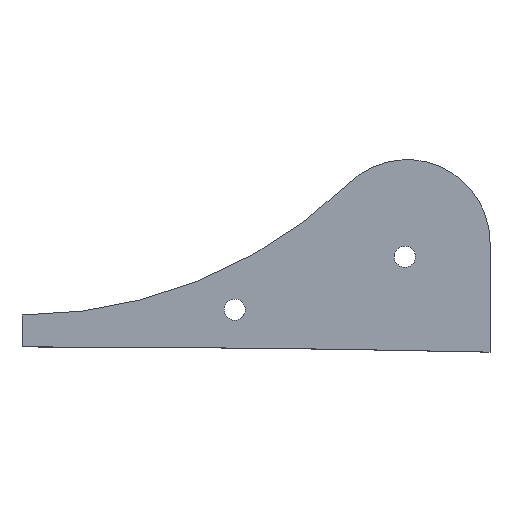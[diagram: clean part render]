
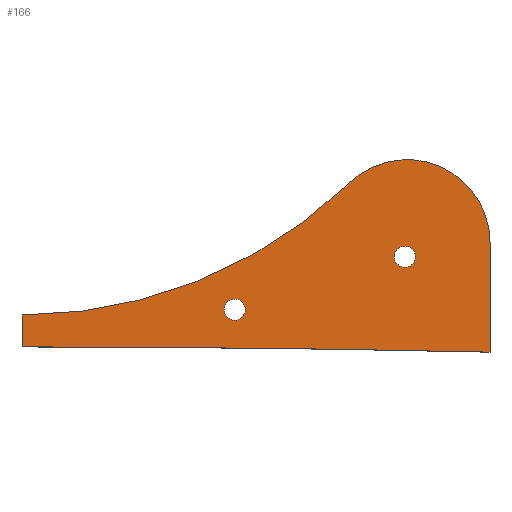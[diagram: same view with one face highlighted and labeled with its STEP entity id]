
A CAD part, top view. The second image highlights one B-rep face of the part: STEP entity #166.
In plain terms, the highlighted planar face has unit normal (0, 0, 1).
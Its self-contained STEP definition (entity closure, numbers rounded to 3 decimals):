
#15=FACE_BOUND('',#40,.T.);
#16=FACE_BOUND('',#41,.T.);
#21=PLANE('',#199);
#30=FACE_OUTER_BOUND('',#39,.T.);
#39=EDGE_LOOP('',(#140,#141,#142,#143,#144));
#40=EDGE_LOOP('',(#145));
#41=EDGE_LOOP('',(#146));
#49=LINE('',#272,#60);
#53=LINE('',#284,#64);
#60=VECTOR('',#221,10.);
#64=VECTOR('',#233,10.);
#67=CIRCLE('',#183,6.35);
#69=CIRCLE('',#186,6.35);
#72=CIRCLE('',#191,12500.);
#74=CIRCLE('',#195,281.724);
#76=CIRCLE('',#198,49.53);
#77=VERTEX_POINT('',#254);
#79=VERTEX_POINT('',#260);
#83=VERTEX_POINT('',#269);
#84=VERTEX_POINT('',#271);
#86=VERTEX_POINT('',#277);
#88=VERTEX_POINT('',#283);
#90=VERTEX_POINT('',#289);
#91=EDGE_CURVE('',#77,#77,#67,.T.);
#94=EDGE_CURVE('',#79,#79,#69,.T.);
#99=EDGE_CURVE('',#84,#83,#49,.T.);
#102=EDGE_CURVE('',#86,#84,#72,.T.);
#105=EDGE_CURVE('',#88,#86,#53,.T.);
#108=EDGE_CURVE('',#90,#88,#74,.T.);
#111=EDGE_CURVE('',#83,#90,#76,.T.);
#140=ORIENTED_EDGE('',*,*,#111,.T.);
#141=ORIENTED_EDGE('',*,*,#108,.T.);
#142=ORIENTED_EDGE('',*,*,#105,.T.);
#143=ORIENTED_EDGE('',*,*,#102,.T.);
#144=ORIENTED_EDGE('',*,*,#99,.T.);
#145=ORIENTED_EDGE('',*,*,#94,.T.);
#146=ORIENTED_EDGE('',*,*,#91,.T.);
#166=ADVANCED_FACE('',(#30,#15,#16),#21,.T.);
#183=AXIS2_PLACEMENT_3D('',#255,#205,#206);
#186=AXIS2_PLACEMENT_3D('',#261,#212,#213);
#191=AXIS2_PLACEMENT_3D('',#278,#227,#228);
#195=AXIS2_PLACEMENT_3D('',#290,#239,#240);
#198=AXIS2_PLACEMENT_3D('',#294,#246,#247);
#199=AXIS2_PLACEMENT_3D('',#295,#248,#249);
#205=DIRECTION('center_axis',(0.,0.,-1.));
#206=DIRECTION('ref_axis',(1.,0.,0.));
#212=DIRECTION('center_axis',(0.,0.,-1.));
#213=DIRECTION('ref_axis',(1.,0.,0.));
#221=DIRECTION('',(0.,1.,0.));
#227=DIRECTION('center_axis',(0.,0.,-1.));
#228=DIRECTION('ref_axis',(0.022,1.,0.));
#233=DIRECTION('',(0.,-1.,0.));
#239=DIRECTION('center_axis',(0.,0.,-1.));
#240=DIRECTION('ref_axis',(0.,-1.,0.));
#246=DIRECTION('center_axis',(0.,0.,1.));
#247=DIRECTION('ref_axis',(1.,0.,0.));
#248=DIRECTION('center_axis',(0.,0.,1.));
#249=DIRECTION('ref_axis',(1.,0.,0.));
#254=CARTESIAN_POINT('',(222.25,53.759,19.05));
#255=CARTESIAN_POINT('Origin',(228.6,53.759,19.05));
#260=CARTESIAN_POINT('',(120.65,22.225,19.05));
#261=CARTESIAN_POINT('Origin',(127.,22.225,19.05));
#269=CARTESIAN_POINT('',(279.4,62.261,19.05));
#271=CARTESIAN_POINT('',(279.4,-3.123,19.05));
#272=CARTESIAN_POINT('',(279.4,62.261,19.05));
#277=CARTESIAN_POINT('',(0.,0.,19.05));
#278=CARTESIAN_POINT('Origin',(0.,-12500.,19.05));
#283=CARTESIAN_POINT('',(0.,19.05,19.05));
#284=CARTESIAN_POINT('',(0.,0.,19.05));
#289=CARTESIAN_POINT('',(195.5,97.924,19.05));
#290=CARTESIAN_POINT('Origin',(0.,300.774,19.05));
#294=CARTESIAN_POINT('Origin',(229.87,62.261,19.05));
#295=CARTESIAN_POINT('Origin',(139.7,54.334,19.05));
